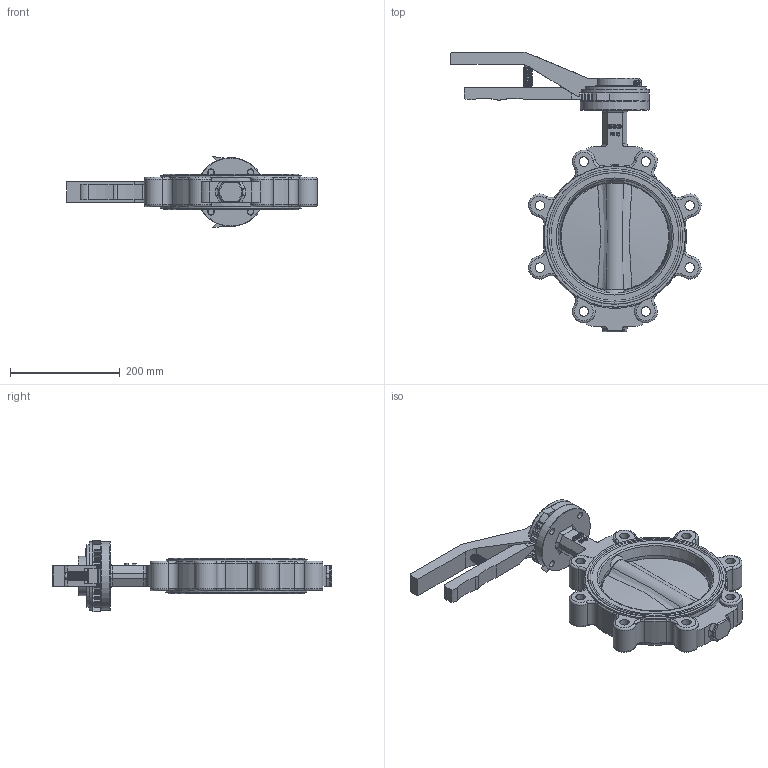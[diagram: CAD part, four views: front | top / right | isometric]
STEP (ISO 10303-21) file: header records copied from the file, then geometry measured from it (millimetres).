
FILE_DESCRIPTION(/* description */ ('Unknown'),/* implementation_level */ '2;1');
FILE_NAME(/* name */ '5211_5221-15',/* time_stamp */ '2022-07-20T08:45:17+02:00',/* author */ ('Unknown'),/* organization */ ('Unknown'),/* preprocessor_version */ 'ST-DEVELOPER v16.7',/* originating_system */ 'Solid Edge',/* authorisation */ 'Unknown');
FILE_SCHEMA (('AUTOMOTIVE_DESIGN {1 0 10303 214 3 1 1}'));
Length unit declared in the file: millimetre
Products named in the file (16): LUG_DN200_PN10; LUG-DN200_PN10; DN200概极_PN10; seat; disc; shaft1; shaft2; bushing1; Raster DN200-DN250; Handhebel DN200; Feder DN300; Griff unten DN300; Griff oben DN300; DIN912M5x43; DIN125-5_3.1.3; DIN934_M5
Assembly tree (16 placements, depth 3):
  LUG_DN200_PN10
    LUG-DN200_PN10
      DN200概极_PN10
      seat
      disc
      shaft1
      shaft2
      bushing1  x2
    Raster DN200-DN250
    Handhebel DN200
      Feder DN300
      Griff unten DN300
      Griff oben DN300
      DIN912M5x43
      DIN125-5_3.1.3
      DIN934_M5
Bounding box: 455.66 x 508.1 x 129.37 mm (x, y, z)
Volume: 3417943.8 mm3; surface area: 676562 mm2
Topology: 14 solids, 15 shells, 889 faces, 2278 edges, 1469 vertices
Faces by surface type: plane 366, cylinder 230, bspline 170, torus 106, cone 17
Full cylindrical faces by diameter (mm): 4.134 x1, 5 x1, 5.3 x1, 5.684 x2, 6.8 x1, 8.5 x1, 10 x1, 11 x8, 11.368 x1, 12 x4, 15.4 x1, 17.294 x8, 19 x1, 22.1 x5, 22.28 x1, 22.3 x1, 22.4 x2, 28.58 x4, 28.65 x4, 34 x2, 36.2 x1, 43.852 x1, 71 x1, 75.015 x2, 125 x1, 213 x4, 232.8 x4, 246 x2, 246.8 x2, 257 x2
Entity records: 36523 total; most frequent: CARTESIAN_POINT 15527, ORIENTED_EDGE 4256, DIRECTION 3847, EDGE_CURVE 2128, AXIS2_PLACEMENT_3D 1445, VERTEX_POINT 1426, FACE_BOUND 1102, EDGE_LOOP 1100
